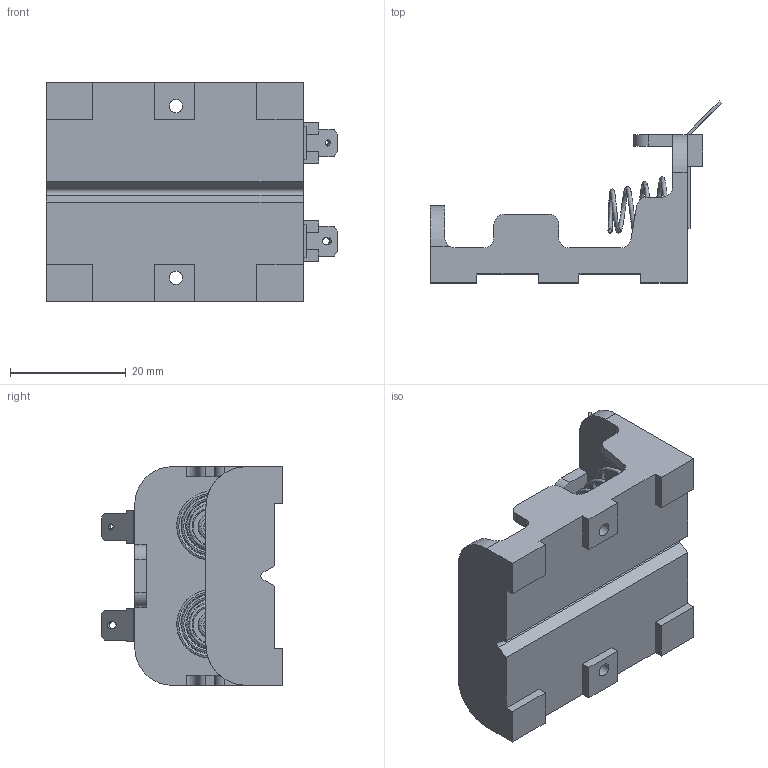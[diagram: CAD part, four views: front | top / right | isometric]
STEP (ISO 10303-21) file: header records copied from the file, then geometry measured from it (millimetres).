
FILE_DESCRIPTION (( 'STEP AP214' ), '1' );
FILE_NAME ('BH-223L.STEP', '2019-12-03T17:00:32', ( '' ), ( '' ), 'SwSTEP 2.0', 'SolidWorks 2017', '' );
FILE_SCHEMA (( 'AUTOMOTIVE_DESIGN' ));
Length unit declared in the file: millimetre
Products named in the file (1): BH-223L
Bounding box: 50.42 x 31.47 x 37.85 mm (x, y, z)
Volume: 8625.1 mm3; surface area: 9137.1 mm2
Topology: 3 solids, 3 shells, 230 faces, 622 edges, 408 vertices
Faces by surface type: plane 138, cylinder 66, torus 22, bspline 4
Entity records: 11074 total; most frequent: CARTESIAN_POINT 5075, ORIENTED_EDGE 1244, DIRECTION 1244, EDGE_CURVE 622, VECTOR 418, LINE 418, AXIS2_PLACEMENT_3D 413, VERTEX_POINT 408
